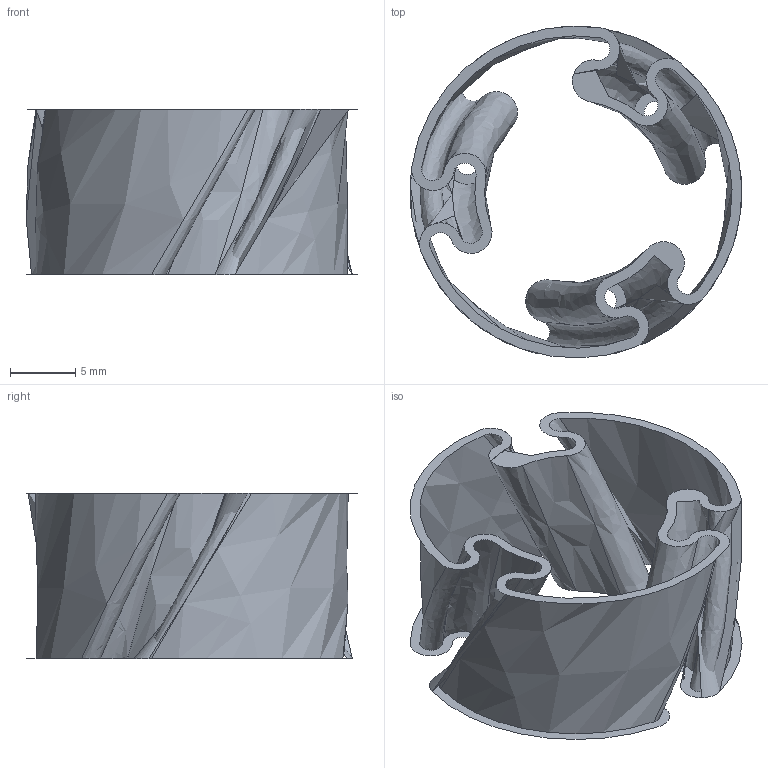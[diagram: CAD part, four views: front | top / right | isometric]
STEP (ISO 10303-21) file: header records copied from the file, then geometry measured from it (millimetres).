
FILE_DESCRIPTION((''),'2;1');
FILE_NAME('Battery Adapter AA-C.stp','2014-11-26T16:20:38',('Jeff Wagner'),(''),'Autodesk Inventor 2012','Autodesk Inventor 2012','');
FILE_SCHEMA(('AUTOMOTIVE_DESIGN { 1 0 10303 214 1 1 1 1 }'));
Length unit declared in the file: inch
Products named in the file (1): Battery Adapter AA-C
Bounding box: 25.38 x 25.4 x 12.7 mm (x, y, z)
Volume: 2663.2 mm3; surface area: 1662.8 mm2
Topology: 1 solids, 1 shells, 38 faces, 108 edges, 72 vertices
Faces by surface type: bspline 36, plane 2
Entity records: 2160 total; most frequent: CARTESIAN_POINT 1243, ORIENTED_EDGE 216, DIRECTION 150, EDGE_CURVE 108, AXIS2_PLACEMENT_3D 75, VERTEX_POINT 72, CIRCLE 72, EDGE_LOOP 40
